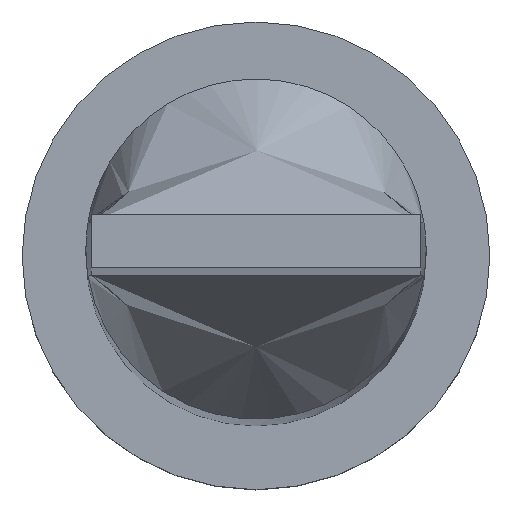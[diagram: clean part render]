
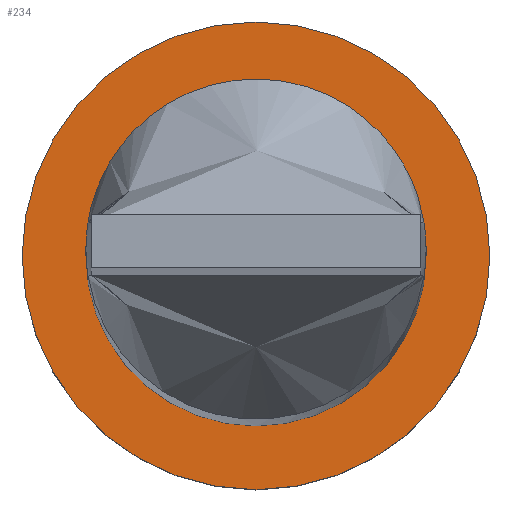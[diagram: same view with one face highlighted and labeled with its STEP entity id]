
A CAD part, top view. The second image highlights one B-rep face of the part: STEP entity #234.
In plain terms, the highlighted planar face has unit normal (0, 0, 1).
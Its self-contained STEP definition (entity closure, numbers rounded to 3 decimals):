
#1 = CARTESIAN_POINT ( 'NONE',  ( 0., 0., 7. ) ) ;
#15 = CARTESIAN_POINT ( 'NONE',  ( 0., 0., 7. ) ) ;
#47 = CARTESIAN_POINT ( 'NONE',  ( 0., 0., 7. ) ) ;
#50 = AXIS2_PLACEMENT_3D ( 'NONE', #62, #471, #340 ) ;
#57 = PLANE ( 'NONE',  #543 ) ;
#60 = CARTESIAN_POINT ( 'NONE',  ( 0., 0., 7. ) ) ;
#62 = CARTESIAN_POINT ( 'NONE',  ( 0., 0., 7. ) ) ;
#68 = EDGE_CURVE ( 'NONE', #446, #415, #408, .T. ) ;
#101 = FACE_OUTER_BOUND ( 'NONE', #536, .T. ) ;
#142 = VERTEX_POINT ( 'NONE', #370 ) ;
#159 = CIRCLE ( 'NONE', #609, 8. ) ;
#174 = ORIENTED_EDGE ( 'NONE', *, *, #638, .T. ) ;
#180 = CIRCLE ( 'NONE', #587, 11. ) ;
#196 = EDGE_CURVE ( 'NONE', #415, #446, #159, .T. ) ;
#197 = DIRECTION ( 'NONE',  ( 0., 0., 1. ) ) ;
#200 = DIRECTION ( 'NONE',  ( 1., 0., 0. ) ) ;
#205 = CARTESIAN_POINT ( 'NONE',  ( 8., 0., 7. ) ) ;
#227 = DIRECTION ( 'NONE',  ( 0., 0., 1. ) ) ;
#234 = ADVANCED_FACE ( 'NONE', ( #600, #101 ), #57, .T. ) ;
#281 = EDGE_LOOP ( 'NONE', ( #435, #436 ) ) ;
#340 = DIRECTION ( 'NONE',  ( 1., 0., 0. ) ) ;
#370 = CARTESIAN_POINT ( 'NONE',  ( -11., 0., 7. ) ) ;
#407 = ORIENTED_EDGE ( 'NONE', *, *, #454, .T. ) ;
#408 = CIRCLE ( 'NONE', #50, 8. ) ;
#415 = VERTEX_POINT ( 'NONE', #559 ) ;
#435 = ORIENTED_EDGE ( 'NONE', *, *, #196, .F. ) ;
#436 = ORIENTED_EDGE ( 'NONE', *, *, #68, .F. ) ;
#438 = AXIS2_PLACEMENT_3D ( 'NONE', #47, #641, #200 ) ;
#446 = VERTEX_POINT ( 'NONE', #205 ) ;
#454 = EDGE_CURVE ( 'NONE', #142, #628, #180, .T. ) ;
#471 = DIRECTION ( 'NONE',  ( 0., 0., 1. ) ) ;
#479 = CIRCLE ( 'NONE', #438, 11. ) ;
#536 = EDGE_LOOP ( 'NONE', ( #407, #174 ) ) ;
#543 = AXIS2_PLACEMENT_3D ( 'NONE', #15, #197, #549 ) ;
#549 = DIRECTION ( 'NONE',  ( 1., 0., 0. ) ) ;
#555 = DIRECTION ( 'NONE',  ( 0., 0., 1. ) ) ;
#559 = CARTESIAN_POINT ( 'NONE',  ( -8., 0., 7. ) ) ;
#587 = AXIS2_PLACEMENT_3D ( 'NONE', #60, #227, #617 ) ;
#593 = CARTESIAN_POINT ( 'NONE',  ( 11., 0., 7. ) ) ;
#600 = FACE_BOUND ( 'NONE', #281, .T. ) ;
#605 = DIRECTION ( 'NONE',  ( 1., 0., 0. ) ) ;
#609 = AXIS2_PLACEMENT_3D ( 'NONE', #1, #555, #605 ) ;
#617 = DIRECTION ( 'NONE',  ( 1., 0., 0. ) ) ;
#628 = VERTEX_POINT ( 'NONE', #593 ) ;
#638 = EDGE_CURVE ( 'NONE', #628, #142, #479, .T. ) ;
#641 = DIRECTION ( 'NONE',  ( 0., 0., 1. ) ) ;
